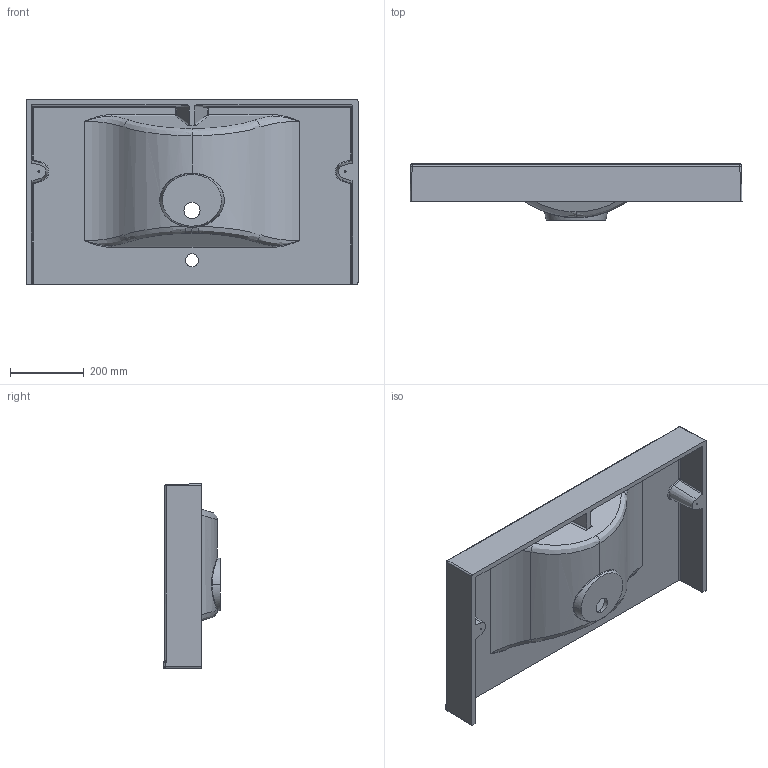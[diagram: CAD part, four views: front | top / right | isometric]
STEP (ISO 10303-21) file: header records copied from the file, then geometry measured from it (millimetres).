
FILE_DESCRIPTION (( 'STEP AP203' ), '1' );
FILE_NAME ('6229310911.step', '2020-12-18T12:35:24', ( 'admin' ), ( '' ), 'SwSTEP 2.0', 'SolidWorks 2019', '' );
FILE_SCHEMA (( 'CONFIG_CONTROL_DESIGN' ));
Length unit declared in the file: millimetre
Products named in the file (1): 6229310911
Bounding box: 900 x 153 x 500 mm (x, y, z)
Volume: 10080570.6 mm3; surface area: 1417195.9 mm2
Topology: 1 solids, 1 shells, 152 faces, 377 edges, 203 vertices
Faces by surface type: cylinder 57, bspline 52, plane 29, sphere 10, cone 2, torus 2
Entity records: 7294 total; most frequent: CARTESIAN_POINT 4269, ORIENTED_EDGE 702, DIRECTION 521, EDGE_CURVE 351, VERTEX_POINT 203, AXIS2_PLACEMENT_3D 197, EDGE_LOOP 158, FACE_OUTER_BOUND 152
